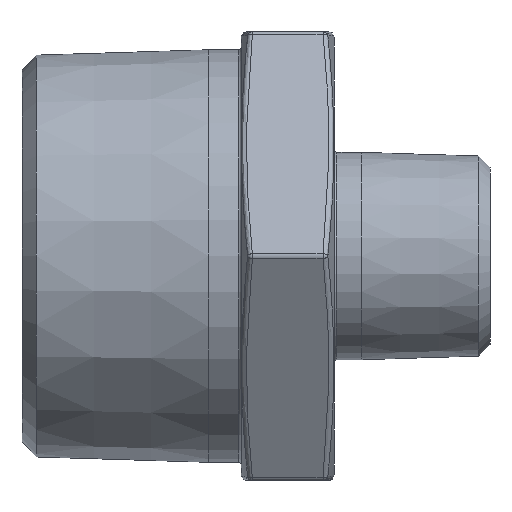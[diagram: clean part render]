
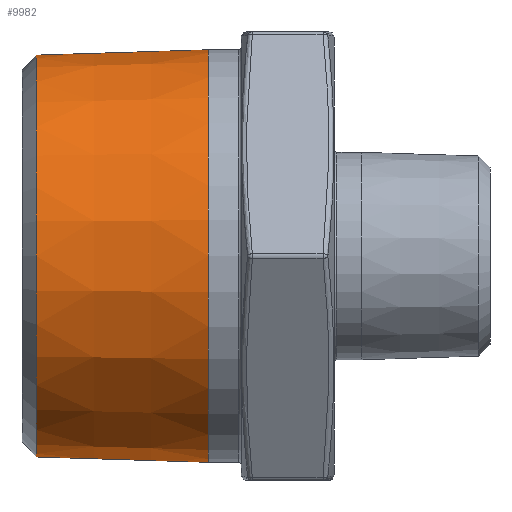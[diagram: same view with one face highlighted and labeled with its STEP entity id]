
A CAD part, front view. The second image highlights one B-rep face of the part: STEP entity #9982.
In plain terms, the highlighted conical face has half-angle 1.79 degrees and reference radius 20.955 mm.
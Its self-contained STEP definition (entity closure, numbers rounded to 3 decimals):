
#540 = CARTESIAN_POINT ( 'NONE',  ( 19.1, 0., 0. ) ) ;
#2019 = DIRECTION ( 'NONE',  ( 1., 0., 0. ) ) ;
#2810 = AXIS2_PLACEMENT_3D ( 'NONE', #3420, #12057, #11125 ) ;
#3149 = CARTESIAN_POINT ( 'NONE',  ( 19.1, 0., 21.155 ) ) ;
#3260 = EDGE_LOOP ( 'NONE', ( #6701 ) ) ;
#3299 = DIRECTION ( 'NONE',  ( 0., 0., 1. ) ) ;
#3420 = CARTESIAN_POINT ( 'NONE',  ( 12.7, 0., 0. ) ) ;
#4690 = ORIENTED_EDGE ( 'NONE', *, *, #11042, .T. ) ;
#5057 = VERTEX_POINT ( 'NONE', #5868 ) ;
#5218 = DIRECTION ( 'NONE',  ( -1., 0., 0. ) ) ;
#5868 = CARTESIAN_POINT ( 'NONE',  ( 1.478, 0., 20.604 ) ) ;
#6379 = CONICAL_SURFACE ( 'NONE', #2810, 20.955, 0.031 ) ;
#6701 = ORIENTED_EDGE ( 'NONE', *, *, #11888, .T. ) ;
#8288 = FACE_OUTER_BOUND ( 'NONE', #3260, .T. ) ;
#8485 = CIRCLE ( 'NONE', #11259, 20.604 ) ;
#9359 = CIRCLE ( 'NONE', #9746, 21.155 ) ;
#9641 = CARTESIAN_POINT ( 'NONE',  ( 1.478, 0., 0. ) ) ;
#9746 = AXIS2_PLACEMENT_3D ( 'NONE', #540, #5218, #3299 ) ;
#9974 = EDGE_LOOP ( 'NONE', ( #4690 ) ) ;
#9982 = ADVANCED_FACE ( 'NONE', ( #10194, #8288 ), #6379, .T. ) ;
#10194 = FACE_BOUND ( 'NONE', #9974, .T. ) ;
#11042 = EDGE_CURVE ( 'NONE', #5057, #5057, #8485, .T. ) ;
#11125 = DIRECTION ( 'NONE',  ( 0., 0., -1. ) ) ;
#11259 = AXIS2_PLACEMENT_3D ( 'NONE', #9641, #2019, #11448 ) ;
#11448 = DIRECTION ( 'NONE',  ( 0., 0., 1. ) ) ;
#11603 = VERTEX_POINT ( 'NONE', #3149 ) ;
#11888 = EDGE_CURVE ( 'NONE', #11603, #11603, #9359, .T. ) ;
#12057 = DIRECTION ( 'NONE',  ( 1., 0., 0. ) ) ;
